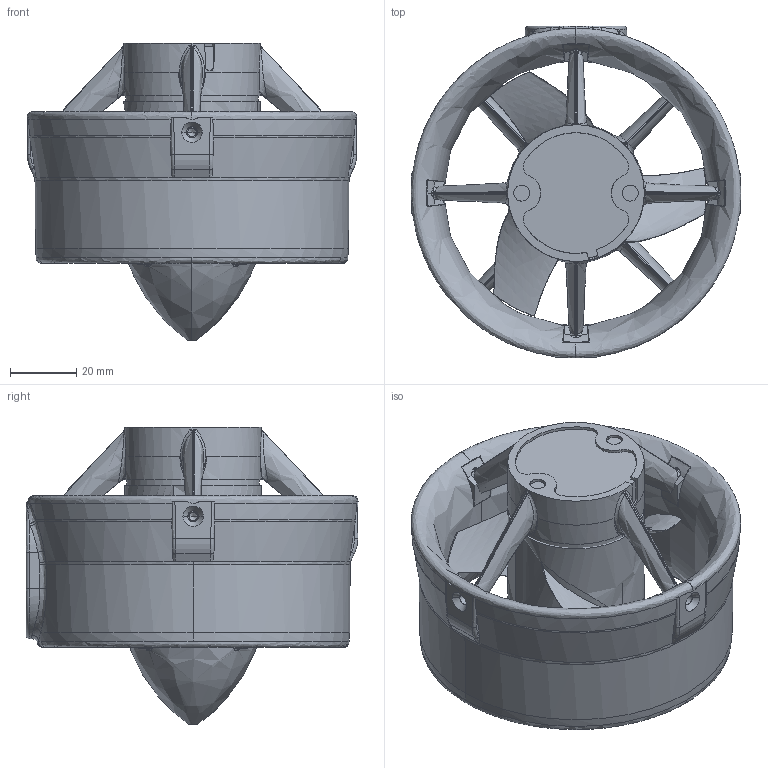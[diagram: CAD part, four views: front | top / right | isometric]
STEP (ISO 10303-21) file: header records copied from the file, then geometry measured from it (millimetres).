
FILE_DESCRIPTION(('FreeCAD Model'),'2;1');
FILE_NAME('Open CASCADE Shape Model','2025-05-04T00:29:26',('FreeCAD'),( 'FreeCAD'),'Open CASCADE STEP processor 7.6','FreeCAD','Unknown');
FILE_SCHEMA(('AUTOMOTIVE_DESIGN { 1 0 10303 214 1 1 1 1 }'));
Products named in the file (1): Open CASCADE STEP translator 7.6 1
Bounding box: 99.7 x 100.47 x 90.12 mm (x, y, z)
Volume: 208098.3 mm3; surface area: 62614.8 mm2
Topology: 3 solids, 3 shells, 680 faces, 1704 edges, 1004 vertices
Faces by surface type: bspline 680
Entity records: 39755 total; most frequent: CARTESIAN_POINT 30455, ORIENTED_EDGE 3332, EDGE_CURVE 1666, B_SPLINE_CURVE_WITH_KNOTS 1044, VERTEX_POINT 1004, FACE_BOUND 714, EDGE_LOOP 714, ADVANCED_FACE 680
